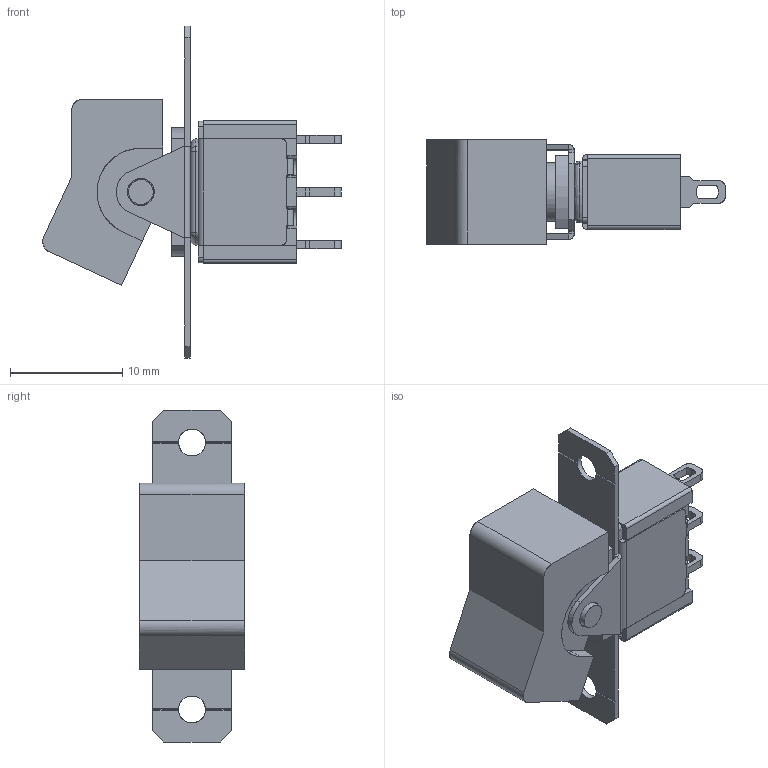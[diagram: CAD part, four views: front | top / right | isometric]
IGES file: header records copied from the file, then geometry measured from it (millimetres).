
Start section: SolidWorks IGES file using analytic representation for surfaces
Global section: file name: 3MS11GE.IGS,15; native system: HSolidWorks 2015; preprocessor: SolidWorks 2015; author: user; date: 160414.132435; units: millimetre
Bounding box: 26.61 x 9.39 x 29.6 mm (x, y, z)
Surface area: 3115.1 mm2 (no closed solid volume)
Topology: 0 solids, 0 shells, 373 faces, 2729 edges, 2702 vertices
Faces by surface type: bspline 276, revolution 97
